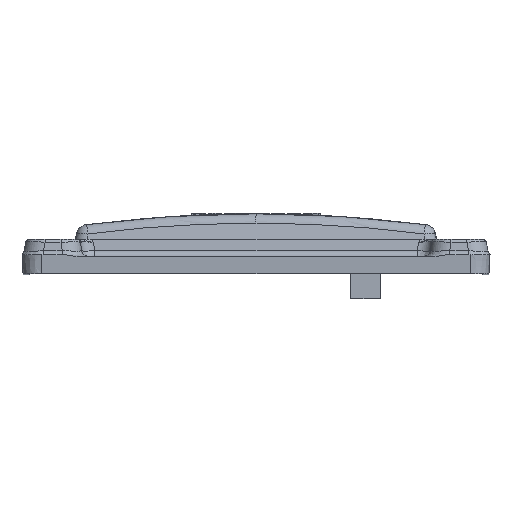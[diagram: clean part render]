
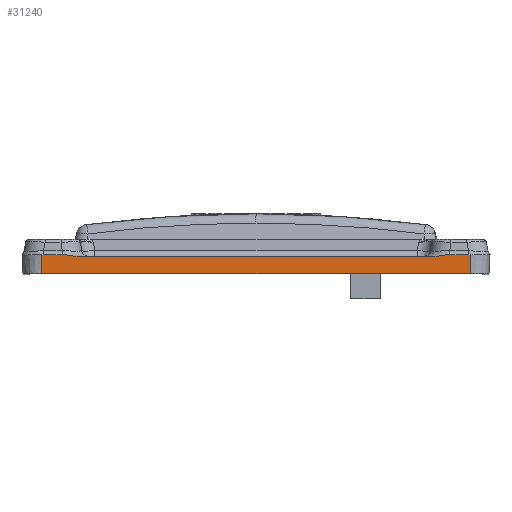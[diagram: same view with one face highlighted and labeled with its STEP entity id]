
A CAD part, front view. The second image highlights one B-rep face of the part: STEP entity #31240.
In plain terms, the highlighted planar face has unit normal (0, -0.999, -0.052).
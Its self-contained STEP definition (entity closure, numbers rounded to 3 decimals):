
#751=DIRECTION('',(1.,0.,0.));
#752=VECTOR('',#751,65.5);
#753=CARTESIAN_POINT('',(-13.75,-35.961,-1.25));
#754=LINE('',#753,#752);
#3715=CARTESIAN_POINT('',(-13.498,-36.114,
1.676));
#3716=CARTESIAN_POINT('',(-13.526,-36.114,
1.676));
#3717=CARTESIAN_POINT('',(-13.582,-36.114,
1.675));
#3718=CARTESIAN_POINT('',(-13.666,-36.114,
1.672));
#3719=CARTESIAN_POINT('',(-13.722,-36.114,
1.669));
#3720=CARTESIAN_POINT('',(-13.75,-36.114,
1.668));
#3744=DIRECTION('',(-1.,0.,0.));
#3745=VECTOR('',#3744,2.885);
#3746=CARTESIAN_POINT('',(-10.613,-36.114,
1.676));
#3747=LINE('',#3746,#3745);
#3804=CARTESIAN_POINT('',(-8.348,-36.1,
1.4));
#3805=CARTESIAN_POINT('',(-8.613,-36.1,
1.4));
#3806=CARTESIAN_POINT('',(-9.132,-36.103,
1.466));
#3807=CARTESIAN_POINT('',(-9.895,-36.112,
1.626));
#3808=CARTESIAN_POINT('',(-10.377,-36.114,
1.676));
#3809=CARTESIAN_POINT('',(-10.613,-36.114,
1.676));
#3995=CARTESIAN_POINT('',(48.613,-36.114,1.676));
#3996=CARTESIAN_POINT('',(48.377,-36.114,1.676));
#3997=CARTESIAN_POINT('',(47.895,-36.112,1.625));
#3998=CARTESIAN_POINT('',(47.133,-36.103,1.466));
#3999=CARTESIAN_POINT('',(46.613,-36.1,1.4));
#4000=CARTESIAN_POINT('',(46.348,-36.1,1.4));
#4008=CARTESIAN_POINT('',(46.348,-36.1,1.4));
#4010=CARTESIAN_POINT('',(-8.348,-36.1,
1.4));
#4046=DIRECTION('',(1.,0.,0.));
#4047=VECTOR('',#4046,54.697);
#4048=CARTESIAN_POINT('',(-8.348,-36.1,
1.4));
#4049=LINE('',#4048,#4047);
#4054=DIRECTION('',(-1.,0.,0.));
#4055=VECTOR('',#4054,2.885);
#4056=CARTESIAN_POINT('',(51.498,-36.114,1.676));
#4057=LINE('',#4056,#4055);
#4158=CARTESIAN_POINT('',(51.75,-36.114,1.668));
#4159=CARTESIAN_POINT('',(51.722,-36.114,1.669));
#4160=CARTESIAN_POINT('',(51.666,-36.114,1.672));
#4161=CARTESIAN_POINT('',(51.582,-36.114,1.675));
#4162=CARTESIAN_POINT('',(51.526,-36.114,1.676));
#4163=CARTESIAN_POINT('',(51.498,-36.114,1.676));
#4300=DIRECTION('',(0.,-0.052,0.999));
#4301=VECTOR('',#4300,2.922);
#4302=CARTESIAN_POINT('',(51.75,-35.961,-1.25));
#4303=LINE('',#4302,#4301);
#4326=DIRECTION('',(0.,0.052,-0.999));
#4327=VECTOR('',#4326,2.922);
#4328=CARTESIAN_POINT('',(-13.75,-36.114,
1.668));
#4329=LINE('',#4328,#4327);
#21473=CARTESIAN_POINT('',(-13.75,-35.961,-1.25));
#21474=VERTEX_POINT('',#21473);
#21475=CARTESIAN_POINT('',(51.75,-35.961,-1.25));
#21476=VERTEX_POINT('',#21475);
#21844=CARTESIAN_POINT('',(-13.498,-36.114,
1.676));
#21845=VERTEX_POINT('',#21844);
#21846=VERTEX_POINT('',#3720);
#21850=CARTESIAN_POINT('',(-10.613,-36.114,
1.676));
#21851=VERTEX_POINT('',#21850);
#21858=VERTEX_POINT('',#4010);
#21885=VERTEX_POINT('',#4008);
#21887=CARTESIAN_POINT('',(48.613,-36.114,
1.676));
#21888=VERTEX_POINT('',#21887);
#21892=CARTESIAN_POINT('',(51.498,-36.114,
1.676));
#21893=VERTEX_POINT('',#21892);
#21894=VERTEX_POINT('',#4158);
#31219=CARTESIAN_POINT('',(-20.353,-36.1,1.4));
#31220=DIRECTION('',(0.,-0.999,-0.052));
#31221=DIRECTION('',(1.,0.,0.));
#31222=AXIS2_PLACEMENT_3D('',#31219,#31220,#31221);
#31223=PLANE('',#31222);
#31224=ORIENTED_EDGE('',*,*,#31205,.T.);
#31225=ORIENTED_EDGE('',*,*,#31194,.F.);
#31227=ORIENTED_EDGE('',*,*,#31226,.F.);
#31229=ORIENTED_EDGE('',*,*,#31228,.F.);
#31231=ORIENTED_EDGE('',*,*,#31230,.F.);
#31232=ORIENTED_EDGE('',*,*,#24878,.F.);
#31234=ORIENTED_EDGE('',*,*,#31233,.F.);
#31235=ORIENTED_EDGE('',*,*,#30560,.F.);
#31236=ORIENTED_EDGE('',*,*,#30579,.F.);
#31237=ORIENTED_EDGE('',*,*,#30726,.F.);
#31238=EDGE_LOOP('',(#31224,#31225,#31227,#31229,#31231,#31232,#31234,#31235,
#31236,#31237));
#31239=FACE_OUTER_BOUND('',#31238,.F.);
#31240=ADVANCED_FACE('',(#31239),#31223,.T.);
#3721=B_SPLINE_CURVE_WITH_KNOTS('',3,(#3715,#3716,#3717,#3718,#3719,#3720),
.UNSPECIFIED.,.F.,.F.,(4,1,1,4),(0.,0.333,0.667,1.),
.UNSPECIFIED.);
#3810=B_SPLINE_CURVE_WITH_KNOTS('',3,(#3804,#3805,#3806,#3807,#3808,#3809),
.UNSPECIFIED.,.F.,.F.,(4,1,1,4),(0.,0.333,0.667,1.),
.UNSPECIFIED.);
#4001=B_SPLINE_CURVE_WITH_KNOTS('',3,(#3995,#3996,#3997,#3998,#3999,#4000),
.UNSPECIFIED.,.F.,.F.,(4,1,1,4),(0.,0.333,0.667,1.),
.UNSPECIFIED.);
#4164=B_SPLINE_CURVE_WITH_KNOTS('',3,(#4158,#4159,#4160,#4161,#4162,#4163),
.UNSPECIFIED.,.F.,.F.,(4,1,1,4),(0.,0.333,0.667,1.),
.UNSPECIFIED.);
#24878=EDGE_CURVE('',#21474,#21476,#754,.T.);
#30560=EDGE_CURVE('',#21845,#21846,#3721,.T.);
#30579=EDGE_CURVE('',#21851,#21845,#3747,.T.);
#30726=EDGE_CURVE('',#21858,#21851,#3810,.T.);
#31194=EDGE_CURVE('',#21888,#21885,#4001,.T.);
#31205=EDGE_CURVE('',#21858,#21885,#4049,.T.);
#31226=EDGE_CURVE('',#21893,#21888,#4057,.T.);
#31228=EDGE_CURVE('',#21894,#21893,#4164,.T.);
#31230=EDGE_CURVE('',#21476,#21894,#4303,.T.);
#31233=EDGE_CURVE('',#21846,#21474,#4329,.T.);
